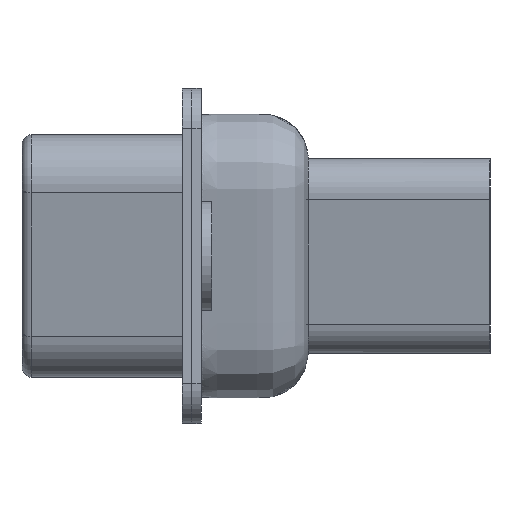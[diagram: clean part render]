
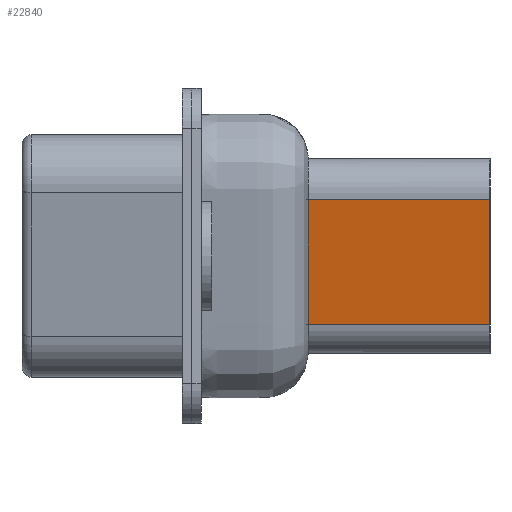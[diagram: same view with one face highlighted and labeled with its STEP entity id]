
A CAD part, left-side view. The second image highlights one B-rep face of the part: STEP entity #22840.
In plain terms, the highlighted planar face has unit normal (-0.985, 0, -0.174).
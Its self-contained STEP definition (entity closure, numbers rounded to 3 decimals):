
#3756=ORIENTED_EDGE('',*,*,#10118,.F.);
#3757=ORIENTED_EDGE('',*,*,#10116,.F.);
#3758=ORIENTED_EDGE('',*,*,#9187,.T.);
#3759=ORIENTED_EDGE('',*,*,#10104,.T.);
#9187=EDGE_CURVE('',#12508,#12506,#14590,.T.);
#10104=EDGE_CURVE('',#12506,#13104,#14876,.T.);
#10116=EDGE_CURVE('',#12508,#13110,#14886,.T.);
#10118=EDGE_CURVE('',#13110,#13104,#14887,.T.);
#12506=VERTEX_POINT('',#33794);
#12508=VERTEX_POINT('',#33797);
#13104=VERTEX_POINT('',#36565);
#13110=VERTEX_POINT('',#36590);
#14590=LINE('',#33796,#16318);
#14876=LINE('',#36567,#16604);
#14886=LINE('',#36589,#16614);
#14887=LINE('',#36593,#16615);
#16318=VECTOR('',#26863,1000.);
#16604=VECTOR('',#28171,1000.);
#16614=VECTOR('',#28197,1000.);
#16615=VECTOR('',#28202,1000.);
#18339=EDGE_LOOP('',(#3756,#3757,#3758,#3759));
#20297=FACE_BOUND('',#18339,.T.);
#22007=PLANE('',#24739);
#22840=ADVANCED_FACE('',(#20297),#22007,.T.);
#24739=AXIS2_PLACEMENT_3D('',#36592,#28200,#28201);
#26863=DIRECTION('',(-0.174,0.,0.985));
#28171=DIRECTION('',(0.,1.,0.));
#28197=DIRECTION('',(0.,1.,0.));
#28200=DIRECTION('',(-0.985,0.,-0.174));
#28201=DIRECTION('',(-0.174,0.,0.985));
#28202=DIRECTION('',(-0.174,0.,0.985));
#33794=CARTESIAN_POINT('',(-27.13,-7.35,2.124));
#33796=CARTESIAN_POINT('',(-26.302,-7.35,-2.576));
#33797=CARTESIAN_POINT('',(-26.302,-7.35,-2.576));
#36565=CARTESIAN_POINT('',(-27.13,0.,2.124));
#36567=CARTESIAN_POINT('',(-27.13,-7.35,2.124));
#36589=CARTESIAN_POINT('',(-26.302,-7.35,-2.576));
#36590=CARTESIAN_POINT('',(-26.302,0.,-2.576));
#36592=CARTESIAN_POINT('',(-26.302,-7.35,-2.576));
#36593=CARTESIAN_POINT('',(-26.302,0.,-2.576));
